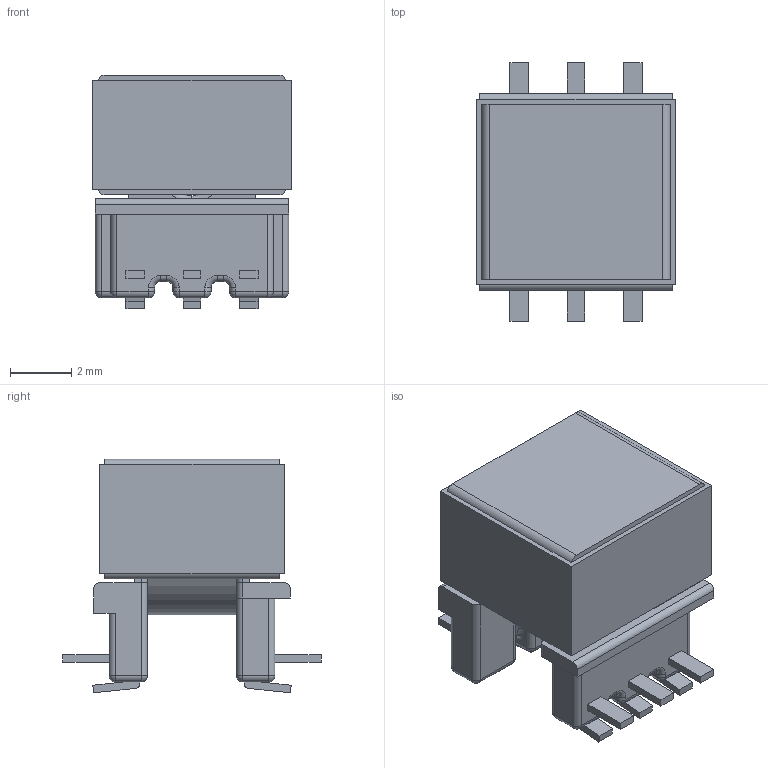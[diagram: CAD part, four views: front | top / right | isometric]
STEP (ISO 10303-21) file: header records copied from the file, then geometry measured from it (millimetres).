
FILE_DESCRIPTION(/* description */ ('Unknown'),/* implementation_level */ '2;1');
FILE_NAME(/* name */ 'T_Wurth_WE-PPTI-EP5',/* time_stamp */ '2025-10-31T16:27:01+08:00',/* author */ ('Unknown'),/* organization */ ('Unknown'),/* preprocessor_version */ 'ST-DEVELOPER v19.4',/* originating_system */ 'Solid Edge',/* authorisation */ 'Unknown');
FILE_SCHEMA (('AUTOMOTIVE_DESIGN {1 0 10303 214 3 1 1}'));
Length unit declared in the file: millimetre
Products named in the file (2): T_Wurth_WE-PPTI-EP5
Assembly tree (1 placements, depth 2):
  T_Wurth_WE-PPTI-EP5
    T_Wurth_WE-PPTI-EP5
Bounding box: 6.47 x 8.4 x 7.61 mm (x, y, z)
Volume: 207.1 mm3; surface area: 481.2 mm2
Topology: 2 solids, 3 shells, 334 faces, 829 edges, 490 vertices
Faces by surface type: plane 175, cylinder 103, torus 24, sphere 24, bspline 8
Entity records: 12230 total; most frequent: CARTESIAN_POINT 1991, DIRECTION 1677, ORIENTED_EDGE 1610, EDGE_CURVE 805, AXIS2_PLACEMENT_3D 574, LINE 529, VECTOR 529, VERTEX_POINT 490
